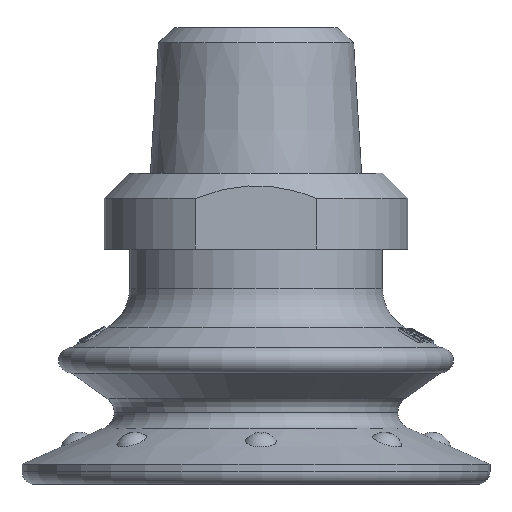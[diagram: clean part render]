
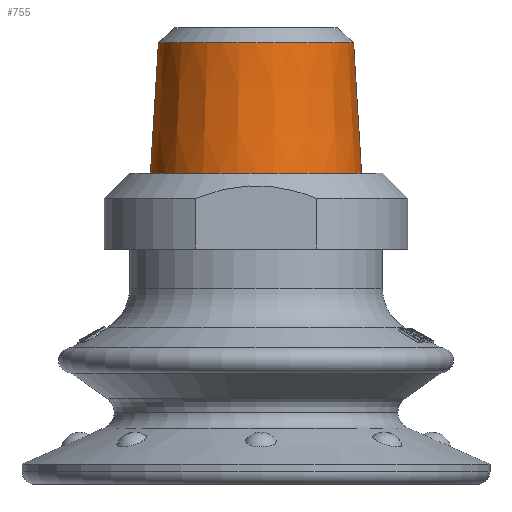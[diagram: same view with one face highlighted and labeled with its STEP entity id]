
A CAD part, front view. The second image highlights one B-rep face of the part: STEP entity #755.
In plain terms, the highlighted conical face has half-angle 3.5 degrees and reference radius 8.572 mm.
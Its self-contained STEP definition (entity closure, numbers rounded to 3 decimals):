
#755 = ADVANCED_FACE( '', ( #1626, #1627 ), #1628, .T. );
#1626 = FACE_BOUND( '', #3609, .T. );
#1627 = FACE_OUTER_BOUND( '', #3610, .T. );
#1628 = CONICAL_SURFACE( '', #3611, 8.573, 0.061 );
#3609 = EDGE_LOOP( '', ( #5795 ) );
#3610 = EDGE_LOOP( '', ( #5796 ) );
#3611 = AXIS2_PLACEMENT_3D( '', #5797, #5798, #5799 );
#5795 = ORIENTED_EDGE( '', *, *, #7097, .T. );
#5796 = ORIENTED_EDGE( '', *, *, #7149, .F. );
#5797 = CARTESIAN_POINT( '', ( 0., 0., 2.245 ) );
#5798 = DIRECTION( '', ( 0., 0., -1. ) );
#5799 = DIRECTION( '', ( -1., 0., 0. ) );
#7097 = EDGE_CURVE( '', #8408, #8408, #8409, .F. );
#7149 = EDGE_CURVE( '', #8490, #8490, #8491, .F. );
#8408 = VERTEX_POINT( '', #11028 );
#8409 = CIRCLE( '', #11029, 7.713 );
#8490 = VERTEX_POINT( '', #11472 );
#8491 = CIRCLE( '', #11473, 8.343 );
#11028 = CARTESIAN_POINT( '', ( 7.713, 0., 16.302 ) );
#11029 = AXIS2_PLACEMENT_3D( '', #13399, #13400, #13401 );
#11472 = CARTESIAN_POINT( '', ( 8.343, 0., 6. ) );
#11473 = AXIS2_PLACEMENT_3D( '', #13418, #13419, #13420 );
#13399 = CARTESIAN_POINT( '', ( 0., 0., 16.302 ) );
#13400 = DIRECTION( '', ( 0., 0., 1. ) );
#13401 = DIRECTION( '', ( 1., 0., 0. ) );
#13418 = CARTESIAN_POINT( '', ( 0., 0., 6. ) );
#13419 = DIRECTION( '', ( 0., 0., 1. ) );
#13420 = DIRECTION( '', ( 1., 0., 0. ) );
